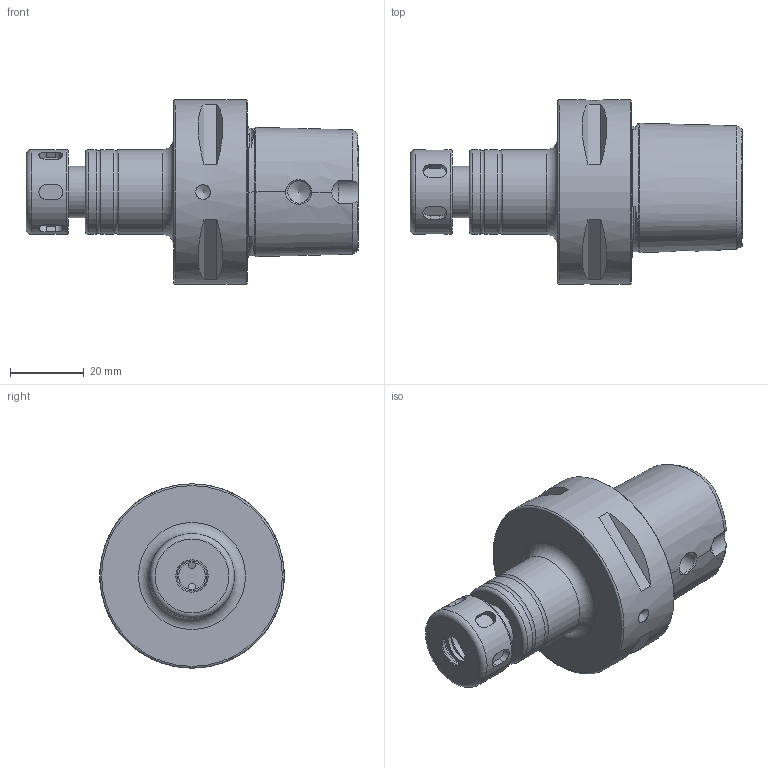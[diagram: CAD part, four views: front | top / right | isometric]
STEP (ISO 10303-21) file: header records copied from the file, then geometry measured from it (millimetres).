
FILE_DESCRIPTION((''),'2;1');
FILE_NAME('670000507060-3D.stp','2021-01-29T10:00:11',('nttooll'),(''),'Autodesk Inventor 2012','Autodesk Inventor 2012','');
FILE_SCHEMA(('AUTOMOTIVE_DESIGN { 1 0 10303 214 1 1 1 1 }'));
Length unit declared in the file: millimetre
Products named in the file (1): 670000507060-3D
Bounding box: 90 x 50 x 50 mm (x, y, z)
Volume: 66390.7 mm3; surface area: 18587.4 mm2
Topology: 1 solids, 2 shells, 148 faces, 318 edges, 200 vertices
Faces by surface type: plane 55, cylinder 46, cone 24, bspline 12, torus 11
Full cylindrical faces by diameter (mm): 2 x2, 4 x1, 6.1 x3, 7.3 x1, 8.5 x1, 8.79 x1, 9.7 x1, 11 x1, 12.1 x1, 14 x2, 16 x2, 17 x2, 21 x2, 23 x4, 24 x1, 50 x1
Entity records: 7600 total; most frequent: CARTESIAN_POINT 4655, DIRECTION 567, ORIENTED_EDGE 500, EDGE_CURVE 250, AXIS2_PLACEMENT_3D 242, EDGE_LOOP 234, VERTEX_POINT 188, FACE_OUTER_BOUND 146
